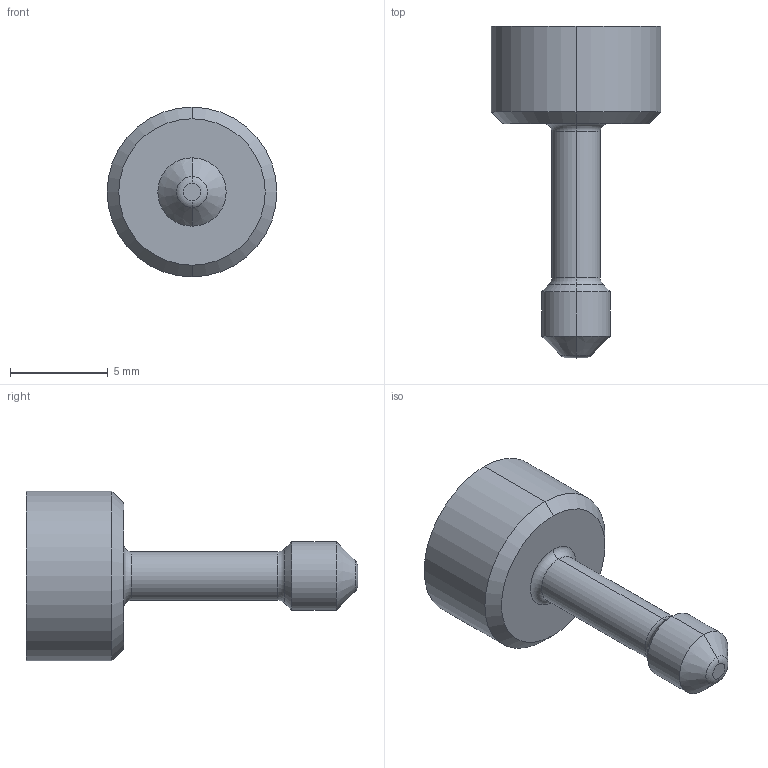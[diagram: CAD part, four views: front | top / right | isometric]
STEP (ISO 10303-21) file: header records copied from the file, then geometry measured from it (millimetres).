
FILE_DESCRIPTION (( 'STEP AP214' ), '1' );
FILE_NAME ('IA8717SF.STEP', '2013-06-28T09:09:57', ( '' ), ( '' ), 'SwSTEP 2.0', 'SolidWorks 2011', '' );
FILE_SCHEMA (( 'AUTOMOTIVE_DESIGN' ));
Length unit declared in the file: millimetre
Products named in the file (2): IA8717SF; IA 8717SF
Assembly tree (1 placements, depth 2):
  IA8717SF
    IA 8717SF
Bounding box: 8.7 x 17 x 8.7 mm (x, y, z)
Volume: 358.9 mm3; surface area: 358.5 mm2
Topology: 1 solids, 1 shells, 33 faces, 73 edges, 44 vertices
Faces by surface type: cylinder 11, plane 10, torus 6, cone 6
Entity records: 1001 total; most frequent: DIRECTION 185, CARTESIAN_POINT 154, ORIENTED_EDGE 146, AXIS2_PLACEMENT_3D 75, EDGE_CURVE 73, VERTEX_POINT 44, CIRCLE 38, EDGE_LOOP 35
